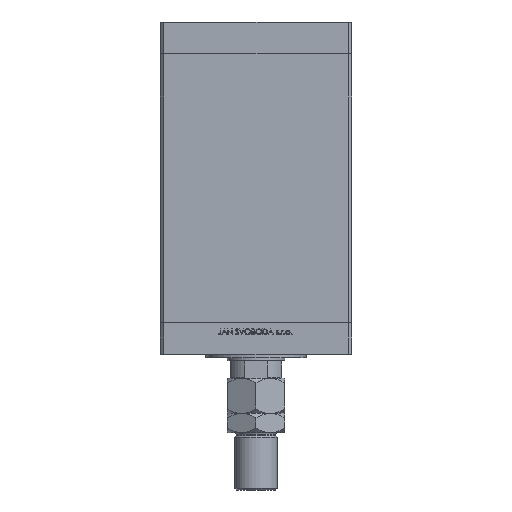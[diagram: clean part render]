
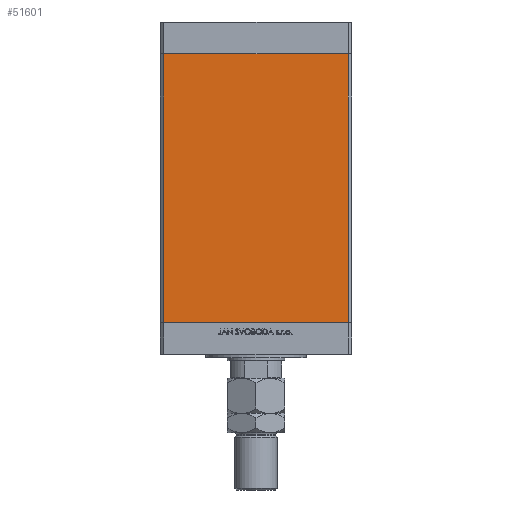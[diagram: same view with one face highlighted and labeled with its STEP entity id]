
A CAD part, front view. The second image highlights one B-rep face of the part: STEP entity #51601.
In plain terms, the highlighted planar face has unit normal (0, -1, 0).
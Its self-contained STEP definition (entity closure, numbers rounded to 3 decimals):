
#1660 = EDGE_CURVE ( 'NONE', #7104, #35310, #41814, .T. ) ;
#3186 = VECTOR ( 'NONE', #40775, 1000. ) ;
#3790 = CARTESIAN_POINT ( 'NONE',  ( 58., -51., 168.5 ) ) ;
#4174 = LINE ( 'NONE', #51531, #14075 ) ;
#6901 = EDGE_LOOP ( 'NONE', ( #20849, #38397, #16928, #13219 ) ) ;
#7104 = VERTEX_POINT ( 'NONE', #14216 ) ;
#10544 = EDGE_CURVE ( 'NONE', #35310, #40409, #24717, .T. ) ;
#11230 = VERTEX_POINT ( 'NONE', #43308 ) ;
#11367 = FACE_OUTER_BOUND ( 'NONE', #6901, .T. ) ;
#13219 = ORIENTED_EDGE ( 'NONE', *, *, #35962, .T. ) ;
#14075 = VECTOR ( 'NONE', #43100, 1000. ) ;
#14216 = CARTESIAN_POINT ( 'NONE',  ( -58., -51., 168.5 ) ) ;
#16780 = VECTOR ( 'NONE', #29355, 1000. ) ;
#16825 = LINE ( 'NONE', #45127, #16780 ) ;
#16928 = ORIENTED_EDGE ( 'NONE', *, *, #1660, .F. ) ;
#20282 = CARTESIAN_POINT ( 'NONE',  ( 58., -51., 0. ) ) ;
#20849 = ORIENTED_EDGE ( 'NONE', *, *, #38453, .T. ) ;
#23354 = PLANE ( 'NONE',  #25577 ) ;
#24717 = LINE ( 'NONE', #3790, #3186 ) ;
#25577 = AXIS2_PLACEMENT_3D ( 'NONE', #44031, #48106, #27942 ) ;
#27942 = DIRECTION ( 'NONE',  ( 0., 0., 1. ) ) ;
#29355 = DIRECTION ( 'NONE',  ( 1., 0., 0. ) ) ;
#32283 = VECTOR ( 'NONE', #38538, 1000. ) ;
#34465 = CARTESIAN_POINT ( 'NONE',  ( -58., -51., 168.5 ) ) ;
#35310 = VERTEX_POINT ( 'NONE', #35700 ) ;
#35700 = CARTESIAN_POINT ( 'NONE',  ( 58., -51., 168.5 ) ) ;
#35962 = EDGE_CURVE ( 'NONE', #7104, #11230, #4174, .T. ) ;
#38397 = ORIENTED_EDGE ( 'NONE', *, *, #10544, .F. ) ;
#38453 = EDGE_CURVE ( 'NONE', #11230, #40409, #16825, .T. ) ;
#38538 = DIRECTION ( 'NONE',  ( 1., 0., 0. ) ) ;
#40409 = VERTEX_POINT ( 'NONE', #20282 ) ;
#40775 = DIRECTION ( 'NONE',  ( 0., 0., -1. ) ) ;
#41814 = LINE ( 'NONE', #34465, #32283 ) ;
#43100 = DIRECTION ( 'NONE',  ( 0., 0., -1. ) ) ;
#43308 = CARTESIAN_POINT ( 'NONE',  ( -58., -51., 0. ) ) ;
#44031 = CARTESIAN_POINT ( 'NONE',  ( -58., -51., 168.5 ) ) ;
#45127 = CARTESIAN_POINT ( 'NONE',  ( -58., -51., 0. ) ) ;
#48106 = DIRECTION ( 'NONE',  ( 0., 1., 0. ) ) ;
#51531 = CARTESIAN_POINT ( 'NONE',  ( -58., -51., 168.5 ) ) ;
#51601 = ADVANCED_FACE ( 'NONE', ( #11367 ), #23354, .F. ) ;
